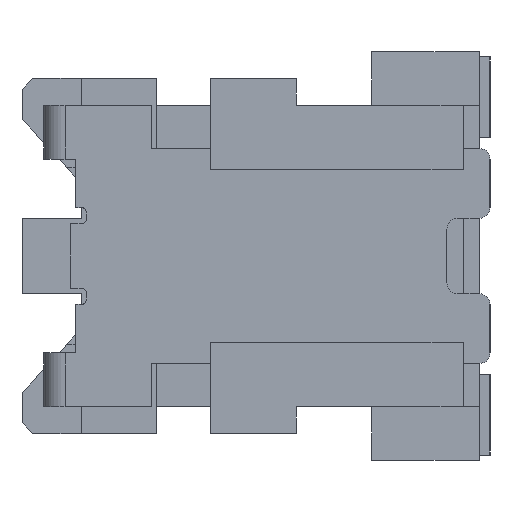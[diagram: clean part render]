
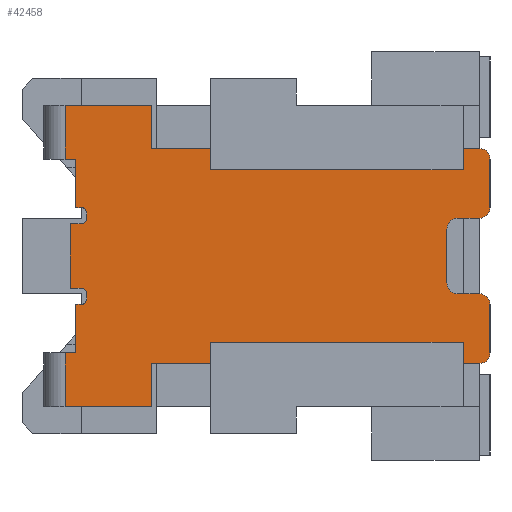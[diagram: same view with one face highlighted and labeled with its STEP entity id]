
A CAD part, left-side view. The second image highlights one B-rep face of the part: STEP entity #42458.
In plain terms, the highlighted planar face has unit normal (-1, 0, 0).
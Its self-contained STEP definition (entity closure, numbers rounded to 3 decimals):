
#550=CIRCLE('',#44763,0.1);
#552=CIRCLE('',#44767,0.1);
#555=CIRCLE('',#44772,0.1);
#563=CIRCLE('',#44782,0.1);
#568=CIRCLE('',#44801,0.05);
#569=CIRCLE('',#44804,0.05);
#570=CIRCLE('',#44809,0.05);
#571=CIRCLE('',#44812,0.05);
#576=CIRCLE('',#44827,0.1);
#577=CIRCLE('',#44830,0.1);
#2685=FACE_OUTER_BOUND('',#5017,.T.);
#5017=EDGE_LOOP('',(#38084,#38085,#38086,#38087,#38088,#38089,#38090,#38091,
#38092,#38093,#38094,#38095,#38096,#38097,#38098,#38099,#38100,#38101,#38102,
#38103,#38104,#38105,#38106,#38107,#38108,#38109,#38110,#38111,#38112,#38113,
#38114,#38115,#38116,#38117));
#10594=LINE('',#66952,#16315);
#10598=LINE('',#66964,#16319);
#10624=LINE('',#67036,#16345);
#10626=LINE('',#67040,#16347);
#10631=LINE('',#67053,#16352);
#10632=LINE('',#67056,#16353);
#10648=LINE('',#67094,#16369);
#10650=LINE('',#67098,#16371);
#10653=LINE('',#67103,#16374);
#10656=LINE('',#67111,#16377);
#10658=LINE('',#67118,#16379);
#10660=LINE('',#67122,#16381);
#10663=LINE('',#67127,#16384);
#10665=LINE('',#67134,#16386);
#10668=LINE('',#67142,#16389);
#10670=LINE('',#67146,#16391);
#10673=LINE('',#67153,#16394);
#10674=LINE('',#67156,#16395);
#10675=LINE('',#67160,#16396);
#10678=LINE('',#67168,#16399);
#10681=LINE('',#67173,#16402);
#10683=LINE('',#67179,#16404);
#10684=LINE('',#67182,#16405);
#10685=LINE('',#67185,#16406);
#16315=VECTOR('',#54925,0.5);
#16319=VECTOR('',#54937,0.2);
#16345=VECTOR('',#54991,3.05);
#16347=VECTOR('',#54995,0.4);
#16352=VECTOR('',#55006,0.8);
#16353=VECTOR('',#55009,0.5);
#16369=VECTOR('',#55043,0.1);
#16371=VECTOR('',#55047,0.45);
#16374=VECTOR('',#55052,0.05);
#16377=VECTOR('',#55061,0.05);
#16379=VECTOR('',#55069,0.1);
#16381=VECTOR('',#55073,0.6);
#16384=VECTOR('',#55078,0.1);
#16386=VECTOR('',#55086,0.05);
#16389=VECTOR('',#55095,0.05);
#16391=VECTOR('',#55099,0.45);
#16394=VECTOR('',#55108,0.1);
#16395=VECTOR('',#55111,0.5);
#16396=VECTOR('',#55116,0.8);
#16399=VECTOR('',#55127,0.4);
#16402=VECTOR('',#55132,3.05);
#16404=VECTOR('',#55140,0.45);
#16405=VECTOR('',#55143,0.45);
#16406=VECTOR('',#55146,0.2);
#20287=VERTEX_POINT('',#66941);
#20288=VERTEX_POINT('',#66943);
#20291=VERTEX_POINT('',#66950);
#20293=VERTEX_POINT('',#66956);
#20294=VERTEX_POINT('',#66961);
#20297=VERTEX_POINT('',#66969);
#20325=VERTEX_POINT('',#67029);
#20326=VERTEX_POINT('',#67031);
#20327=VERTEX_POINT('',#67035);
#20328=VERTEX_POINT('',#67039);
#20329=VERTEX_POINT('',#67043);
#20334=VERTEX_POINT('',#67055);
#20347=VERTEX_POINT('',#67093);
#20348=VERTEX_POINT('',#67097);
#20349=VERTEX_POINT('',#67101);
#20350=VERTEX_POINT('',#67105);
#20351=VERTEX_POINT('',#67109);
#20352=VERTEX_POINT('',#67113);
#20353=VERTEX_POINT('',#67117);
#20354=VERTEX_POINT('',#67121);
#20355=VERTEX_POINT('',#67125);
#20356=VERTEX_POINT('',#67129);
#20357=VERTEX_POINT('',#67133);
#20358=VERTEX_POINT('',#67137);
#20359=VERTEX_POINT('',#67141);
#20360=VERTEX_POINT('',#67145);
#20361=VERTEX_POINT('',#67149);
#20362=VERTEX_POINT('',#67155);
#20363=VERTEX_POINT('',#67159);
#20364=VERTEX_POINT('',#67167);
#20365=VERTEX_POINT('',#67171);
#20366=VERTEX_POINT('',#67175);
#20367=VERTEX_POINT('',#67181);
#20368=VERTEX_POINT('',#67183);
#26179=EDGE_CURVE('',#20288,#20287,#550,.T.);
#26183=EDGE_CURVE('',#20287,#20291,#10594,.T.);
#26186=EDGE_CURVE('',#20291,#20293,#552,.T.);
#26189=EDGE_CURVE('',#20293,#20294,#10598,.T.);
#26193=EDGE_CURVE('',#20294,#20297,#555,.T.);
#26223=EDGE_CURVE('',#20326,#20325,#563,.T.);
#26225=EDGE_CURVE('',#20327,#20326,#10624,.T.);
#26227=EDGE_CURVE('',#20328,#20327,#10626,.T.);
#26234=EDGE_CURVE('',#20329,#20328,#10631,.T.);
#26235=EDGE_CURVE('',#20334,#20329,#10632,.T.);
#26253=EDGE_CURVE('',#20347,#20334,#10648,.T.);
#26255=EDGE_CURVE('',#20348,#20347,#10650,.T.);
#26258=EDGE_CURVE('',#20349,#20348,#10653,.T.);
#26259=EDGE_CURVE('',#20350,#20349,#568,.T.);
#26262=EDGE_CURVE('',#20351,#20350,#10656,.T.);
#26263=EDGE_CURVE('',#20352,#20351,#569,.T.);
#26265=EDGE_CURVE('',#20353,#20352,#10658,.T.);
#26267=EDGE_CURVE('',#20354,#20353,#10660,.T.);
#26270=EDGE_CURVE('',#20355,#20354,#10663,.T.);
#26271=EDGE_CURVE('',#20356,#20355,#570,.T.);
#26273=EDGE_CURVE('',#20357,#20356,#10665,.T.);
#26275=EDGE_CURVE('',#20358,#20357,#571,.T.);
#26277=EDGE_CURVE('',#20359,#20358,#10668,.T.);
#26279=EDGE_CURVE('',#20360,#20359,#10670,.T.);
#26284=EDGE_CURVE('',#20361,#20360,#10673,.T.);
#26285=EDGE_CURVE('',#20362,#20361,#10674,.T.);
#26287=EDGE_CURVE('',#20363,#20362,#10675,.T.);
#26291=EDGE_CURVE('',#20364,#20363,#10678,.T.);
#26294=EDGE_CURVE('',#20365,#20364,#10681,.T.);
#26295=EDGE_CURVE('',#20366,#20365,#576,.T.);
#26297=EDGE_CURVE('',#20297,#20366,#10683,.T.);
#26298=EDGE_CURVE('',#20325,#20367,#10684,.T.);
#26299=EDGE_CURVE('',#20367,#20368,#577,.T.);
#26300=EDGE_CURVE('',#20368,#20288,#10685,.T.);
#38084=ORIENTED_EDGE('',*,*,#26223,.T.);
#38085=ORIENTED_EDGE('',*,*,#26298,.T.);
#38086=ORIENTED_EDGE('',*,*,#26299,.T.);
#38087=ORIENTED_EDGE('',*,*,#26300,.T.);
#38088=ORIENTED_EDGE('',*,*,#26179,.T.);
#38089=ORIENTED_EDGE('',*,*,#26183,.T.);
#38090=ORIENTED_EDGE('',*,*,#26186,.T.);
#38091=ORIENTED_EDGE('',*,*,#26189,.T.);
#38092=ORIENTED_EDGE('',*,*,#26193,.T.);
#38093=ORIENTED_EDGE('',*,*,#26297,.T.);
#38094=ORIENTED_EDGE('',*,*,#26295,.T.);
#38095=ORIENTED_EDGE('',*,*,#26294,.T.);
#38096=ORIENTED_EDGE('',*,*,#26291,.T.);
#38097=ORIENTED_EDGE('',*,*,#26287,.T.);
#38098=ORIENTED_EDGE('',*,*,#26285,.T.);
#38099=ORIENTED_EDGE('',*,*,#26284,.T.);
#38100=ORIENTED_EDGE('',*,*,#26279,.T.);
#38101=ORIENTED_EDGE('',*,*,#26277,.T.);
#38102=ORIENTED_EDGE('',*,*,#26275,.T.);
#38103=ORIENTED_EDGE('',*,*,#26273,.T.);
#38104=ORIENTED_EDGE('',*,*,#26271,.T.);
#38105=ORIENTED_EDGE('',*,*,#26270,.T.);
#38106=ORIENTED_EDGE('',*,*,#26267,.T.);
#38107=ORIENTED_EDGE('',*,*,#26265,.T.);
#38108=ORIENTED_EDGE('',*,*,#26263,.T.);
#38109=ORIENTED_EDGE('',*,*,#26262,.T.);
#38110=ORIENTED_EDGE('',*,*,#26259,.T.);
#38111=ORIENTED_EDGE('',*,*,#26258,.T.);
#38112=ORIENTED_EDGE('',*,*,#26255,.T.);
#38113=ORIENTED_EDGE('',*,*,#26253,.T.);
#38114=ORIENTED_EDGE('',*,*,#26235,.T.);
#38115=ORIENTED_EDGE('',*,*,#26234,.T.);
#38116=ORIENTED_EDGE('',*,*,#26227,.T.);
#38117=ORIENTED_EDGE('',*,*,#26225,.T.);
#40344=PLANE('',#44829);
#42458=ADVANCED_FACE('',(#2685),#40344,.T.);
#44763=AXIS2_PLACEMENT_3D('',#66944,#54917,#54918);
#44767=AXIS2_PLACEMENT_3D('',#66958,#54930,#54931);
#44772=AXIS2_PLACEMENT_3D('',#66971,#54944,#54945);
#44782=AXIS2_PLACEMENT_3D('',#67032,#54986,#54987);
#44801=AXIS2_PLACEMENT_3D('',#67106,#55055,#55056);
#44804=AXIS2_PLACEMENT_3D('',#67114,#55064,#55065);
#44809=AXIS2_PLACEMENT_3D('',#67130,#55081,#55082);
#44812=AXIS2_PLACEMENT_3D('',#67138,#55090,#55091);
#44827=AXIS2_PLACEMENT_3D('',#67176,#55135,#55136);
#44829=AXIS2_PLACEMENT_3D('',#67180,#55141,#55142);
#44830=AXIS2_PLACEMENT_3D('',#67184,#55144,#55145);
#54917=DIRECTION('center_axis',(1.,0.,0.));
#54918=DIRECTION('ref_axis',(0.,0.,-1.));
#54925=DIRECTION('',(0.,0.,1.));
#54930=DIRECTION('center_axis',(1.,0.,0.));
#54931=DIRECTION('ref_axis',(0.,1.,0.));
#54937=DIRECTION('',(0.,-1.,0.));
#54944=DIRECTION('center_axis',(-1.,0.,0.));
#54945=DIRECTION('ref_axis',(0.,0.,-1.));
#54986=DIRECTION('center_axis',(-1.,0.,0.));
#54987=DIRECTION('ref_axis',(0.,0.,-1.));
#54991=DIRECTION('',(0.,-1.,0.));
#54995=DIRECTION('',(0.,0.,1.));
#55006=DIRECTION('',(0.,-1.,0.));
#55009=DIRECTION('',(0.,0.,-1.));
#55043=DIRECTION('',(0.,1.,0.));
#55047=DIRECTION('',(0.,0.,-1.));
#55052=DIRECTION('',(0.,1.,0.));
#55055=DIRECTION('center_axis',(1.,0.,0.));
#55056=DIRECTION('ref_axis',(0.,-1.,0.));
#55061=DIRECTION('',(0.,0.,-1.));
#55064=DIRECTION('center_axis',(1.,0.,0.));
#55065=DIRECTION('ref_axis',(0.,0.,1.));
#55069=DIRECTION('',(0.,-1.,0.));
#55073=DIRECTION('',(0.,0.,-1.));
#55078=DIRECTION('',(0.,1.,0.));
#55081=DIRECTION('center_axis',(1.,0.,0.));
#55082=DIRECTION('ref_axis',(0.,-1.,0.));
#55086=DIRECTION('',(0.,0.,-1.));
#55090=DIRECTION('center_axis',(1.,0.,0.));
#55091=DIRECTION('ref_axis',(0.,0.,1.));
#55095=DIRECTION('',(0.,-1.,0.));
#55099=DIRECTION('',(0.,0.,-1.));
#55108=DIRECTION('',(0.,-1.,0.));
#55111=DIRECTION('',(0.,0.,-1.));
#55116=DIRECTION('',(0.,1.,0.));
#55127=DIRECTION('',(0.,0.,1.));
#55132=DIRECTION('',(0.,1.,0.));
#55135=DIRECTION('center_axis',(-1.,0.,0.));
#55136=DIRECTION('ref_axis',(0.,-1.,0.));
#55140=DIRECTION('',(0.,0.,1.));
#55141=DIRECTION('center_axis',(-1.,0.,0.));
#55142=DIRECTION('ref_axis',(0.,0.,1.));
#55143=DIRECTION('',(0.,0.,1.));
#55144=DIRECTION('center_axis',(-1.,0.,0.));
#55145=DIRECTION('ref_axis',(0.,-1.,0.));
#55146=DIRECTION('',(0.,1.,0.));
#66941=CARTESIAN_POINT('',(-7.3,-0.85,-0.25));
#66943=CARTESIAN_POINT('',(-7.3,-0.95,-0.35));
#66944=CARTESIAN_POINT('Origin',(-7.3,-0.95,-0.25));
#66950=CARTESIAN_POINT('',(-7.3,-0.85,0.25));
#66952=CARTESIAN_POINT('',(-7.3,-0.85,-0.25));
#66956=CARTESIAN_POINT('',(-7.3,-0.95,0.35));
#66958=CARTESIAN_POINT('Origin',(-7.3,-0.95,0.25));
#66961=CARTESIAN_POINT('',(-7.3,-1.15,0.35));
#66964=CARTESIAN_POINT('',(-7.3,-0.95,0.35));
#66969=CARTESIAN_POINT('',(-7.3,-1.25,0.45));
#66971=CARTESIAN_POINT('Origin',(-7.3,-1.15,0.45));
#67029=CARTESIAN_POINT('',(-7.3,-1.25,-0.9));
#67031=CARTESIAN_POINT('',(-7.3,-1.15,-1.));
#67032=CARTESIAN_POINT('Origin',(-7.3,-1.15,-0.9));
#67035=CARTESIAN_POINT('',(-7.3,1.9,-1.));
#67036=CARTESIAN_POINT('',(-7.3,1.9,-1.));
#67039=CARTESIAN_POINT('',(-7.3,1.9,-1.4));
#67040=CARTESIAN_POINT('',(-7.3,1.9,-1.4));
#67043=CARTESIAN_POINT('',(-7.3,2.7,-1.4));
#67053=CARTESIAN_POINT('',(-7.3,2.7,-1.4));
#67055=CARTESIAN_POINT('',(-7.3,2.7,-0.9));
#67056=CARTESIAN_POINT('',(-7.3,2.7,-0.9));
#67093=CARTESIAN_POINT('',(-7.3,2.6,-0.9));
#67094=CARTESIAN_POINT('',(-7.3,2.6,-0.9));
#67097=CARTESIAN_POINT('',(-7.3,2.6,-0.45));
#67098=CARTESIAN_POINT('',(-7.3,2.6,-0.45));
#67101=CARTESIAN_POINT('',(-7.3,2.55,-0.45));
#67103=CARTESIAN_POINT('',(-7.3,2.55,-0.45));
#67105=CARTESIAN_POINT('',(-7.3,2.5,-0.4));
#67106=CARTESIAN_POINT('Origin',(-7.3,2.55,-0.4));
#67109=CARTESIAN_POINT('',(-7.3,2.5,-0.35));
#67111=CARTESIAN_POINT('',(-7.3,2.5,-0.35));
#67113=CARTESIAN_POINT('',(-7.3,2.55,-0.3));
#67114=CARTESIAN_POINT('Origin',(-7.3,2.55,-0.35));
#67117=CARTESIAN_POINT('',(-7.3,2.65,-0.3));
#67118=CARTESIAN_POINT('',(-7.3,2.65,-0.3));
#67121=CARTESIAN_POINT('',(-7.3,2.65,0.3));
#67122=CARTESIAN_POINT('',(-7.3,2.65,0.3));
#67125=CARTESIAN_POINT('',(-7.3,2.55,0.3));
#67127=CARTESIAN_POINT('',(-7.3,2.55,0.3));
#67129=CARTESIAN_POINT('',(-7.3,2.5,0.35));
#67130=CARTESIAN_POINT('Origin',(-7.3,2.55,0.35));
#67133=CARTESIAN_POINT('',(-7.3,2.5,0.4));
#67134=CARTESIAN_POINT('',(-7.3,2.5,0.4));
#67137=CARTESIAN_POINT('',(-7.3,2.55,0.45));
#67138=CARTESIAN_POINT('Origin',(-7.3,2.55,0.4));
#67141=CARTESIAN_POINT('',(-7.3,2.6,0.45));
#67142=CARTESIAN_POINT('',(-7.3,2.6,0.45));
#67145=CARTESIAN_POINT('',(-7.3,2.6,0.9));
#67146=CARTESIAN_POINT('',(-7.3,2.6,0.9));
#67149=CARTESIAN_POINT('',(-7.3,2.7,0.9));
#67153=CARTESIAN_POINT('',(-7.3,2.7,0.9));
#67155=CARTESIAN_POINT('',(-7.3,2.7,1.4));
#67156=CARTESIAN_POINT('',(-7.3,2.7,1.4));
#67159=CARTESIAN_POINT('',(-7.3,1.9,1.4));
#67160=CARTESIAN_POINT('',(-7.3,1.9,1.4));
#67167=CARTESIAN_POINT('',(-7.3,1.9,1.));
#67168=CARTESIAN_POINT('',(-7.3,1.9,1.));
#67171=CARTESIAN_POINT('',(-7.3,-1.15,1.));
#67173=CARTESIAN_POINT('',(-7.3,-1.15,1.));
#67175=CARTESIAN_POINT('',(-7.3,-1.25,0.9));
#67176=CARTESIAN_POINT('Origin',(-7.3,-1.15,0.9));
#67179=CARTESIAN_POINT('',(-7.3,-1.25,0.45));
#67180=CARTESIAN_POINT('Origin',(-7.3,-1.15,0.));
#67181=CARTESIAN_POINT('',(-7.3,-1.25,-0.45));
#67182=CARTESIAN_POINT('',(-7.3,-1.25,-0.9));
#67183=CARTESIAN_POINT('',(-7.3,-1.15,-0.35));
#67184=CARTESIAN_POINT('Origin',(-7.3,-1.15,-0.45));
#67185=CARTESIAN_POINT('',(-7.3,-1.15,-0.35));
